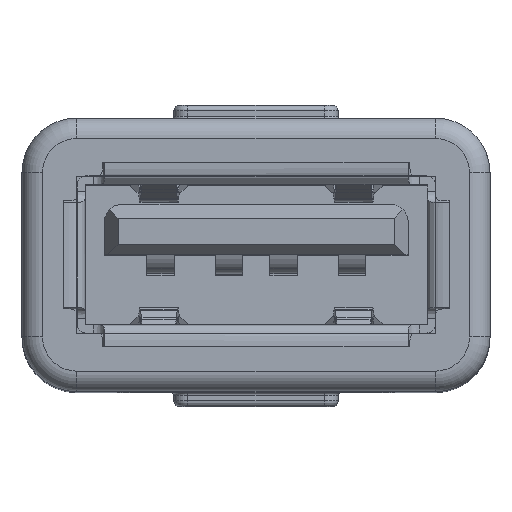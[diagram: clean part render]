
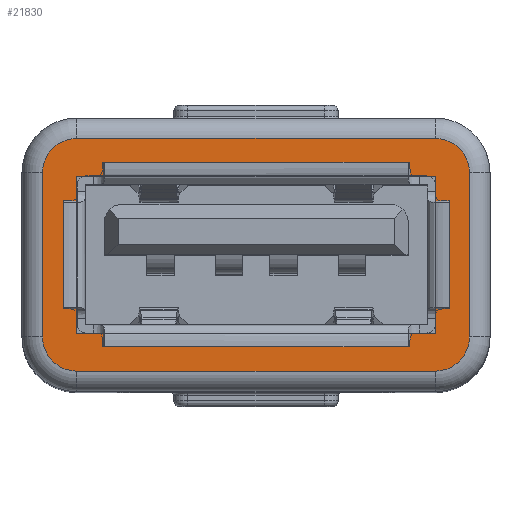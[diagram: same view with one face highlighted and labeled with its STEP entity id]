
A CAD part, top view. The second image highlights one B-rep face of the part: STEP entity #21830.
In plain terms, the highlighted face is planar.
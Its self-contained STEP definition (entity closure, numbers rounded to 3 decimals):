
#370 = LINE ( 'NONE', #44407, #44065 ) ;
#1370 = ORIENTED_EDGE ( 'NONE', *, *, #18835, .T. ) ;
#1496 = DIRECTION ( 'NONE',  ( 1., 0., 0. ) ) ;
#2087 = CARTESIAN_POINT ( 'NONE',  ( 0.75, 2., 0. ) ) ;
#2157 = ORIENTED_EDGE ( 'NONE', *, *, #7531, .F. ) ;
#2190 = VECTOR ( 'NONE', #31845, 1000. ) ;
#4537 = ORIENTED_EDGE ( 'NONE', *, *, #39142, .T. ) ;
#6409 = DIRECTION ( 'NONE',  ( 0., 1., 0. ) ) ;
#6581 = CARTESIAN_POINT ( 'NONE',  ( 2., 2., 0. ) ) ;
#7531 = EDGE_CURVE ( 'NONE', #54052, #50825, #27253, .T. ) ;
#8453 = EDGE_CURVE ( 'NONE', #37807, #11300, #42179, .T. ) ;
#9967 = VERTEX_POINT ( 'NONE', #2087 ) ;
#10124 = DIRECTION ( 'NONE',  ( 0., 0., -1. ) ) ;
#10729 = DIRECTION ( 'NONE',  ( -1., 0., 0. ) ) ;
#10737 = CARTESIAN_POINT ( 'NONE',  ( 16.35, 2., 0. ) ) ;
#10963 = DIRECTION ( 'NONE',  ( -1., 0., 0. ) ) ;
#10973 = DIRECTION ( 'NONE',  ( 0., 0., -1. ) ) ;
#11072 = DIRECTION ( 'NONE',  ( 0., -1., 0. ) ) ;
#11165 = DIRECTION ( 'NONE',  ( 0., 0., -1. ) ) ;
#11300 = VERTEX_POINT ( 'NONE', #42371 ) ;
#12198 = LINE ( 'NONE', #19109, #34014 ) ;
#13085 = AXIS2_PLACEMENT_3D ( 'NONE', #36255, #10124, #40637 ) ;
#13178 = DIRECTION ( 'NONE',  ( -1., 0., 0. ) ) ;
#13397 = ORIENTED_EDGE ( 'NONE', *, *, #8453, .T. ) ;
#13812 = EDGE_CURVE ( 'NONE', #23704, #9967, #24693, .T. ) ;
#14233 = AXIS2_PLACEMENT_3D ( 'NONE', #6581, #37084, #10963 ) ;
#15192 = EDGE_CURVE ( 'NONE', #11300, #44873, #53581, .T. ) ;
#16044 = VECTOR ( 'NONE', #11072, 1000. ) ;
#16523 = AXIS2_PLACEMENT_3D ( 'NONE', #37096, #10973, #41504 ) ;
#16679 = VECTOR ( 'NONE', #6409, 1000. ) ;
#18273 = VERTEX_POINT ( 'NONE', #55196 ) ;
#18643 = VECTOR ( 'NONE', #40076, 1000. ) ;
#18835 = EDGE_CURVE ( 'NONE', #18273, #44090, #20558, .T. ) ;
#19068 = FACE_OUTER_BOUND ( 'NONE', #39550, .T. ) ;
#19109 = CARTESIAN_POINT ( 'NONE',  ( 15.1, 9.25, 0. ) ) ;
#19255 = ORIENTED_EDGE ( 'NONE', *, *, #29612, .T. ) ;
#20323 = ORIENTED_EDGE ( 'NONE', *, *, #13812, .T. ) ;
#20558 = CIRCLE ( 'NONE', #16523, 1.25 ) ;
#21381 = ORIENTED_EDGE ( 'NONE', *, *, #30463, .T. ) ;
#21830 = ADVANCED_FACE ( 'NONE', ( #53833, #19068 ), #32434, .T. ) ;
#22732 = AXIS2_PLACEMENT_3D ( 'NONE', #37302, #11165, #41692 ) ;
#23704 = VERTEX_POINT ( 'NONE', #42925 ) ;
#24693 = CIRCLE ( 'NONE', #14233, 1.25 ) ;
#25278 = ORIENTED_EDGE ( 'NONE', *, *, #47094, .F. ) ;
#25873 = VECTOR ( 'NONE', #33375, 1000. ) ;
#27129 = CARTESIAN_POINT ( 'NONE',  ( 15.1, 2.13, 0. ) ) ;
#27253 = LINE ( 'NONE', #29006, #25873 ) ;
#27489 = CARTESIAN_POINT ( 'NONE',  ( 15.1, 7.87, 0. ) ) ;
#29006 = CARTESIAN_POINT ( 'NONE',  ( 15.1, 2.13, 0. ) ) ;
#29048 = CARTESIAN_POINT ( 'NONE',  ( 15.1, 0.75, 0. ) ) ;
#29241 = CARTESIAN_POINT ( 'NONE',  ( 2., 2.13, 0. ) ) ;
#29612 = EDGE_CURVE ( 'NONE', #9967, #18273, #51459, .T. ) ;
#30463 = EDGE_CURVE ( 'NONE', #37668, #23704, #48665, .T. ) ;
#30920 = ORIENTED_EDGE ( 'NONE', *, *, #32567, .T. ) ;
#31845 = DIRECTION ( 'NONE',  ( 1., 0., 0. ) ) ;
#32434 = PLANE ( 'NONE',  #36696 ) ;
#32477 = ORIENTED_EDGE ( 'NONE', *, *, #42553, .F. ) ;
#32507 = CARTESIAN_POINT ( 'NONE',  ( 0.75, 8., 0. ) ) ;
#32567 = EDGE_CURVE ( 'NONE', #44873, #37668, #44410, .T. ) ;
#33375 = DIRECTION ( 'NONE',  ( 0., -1., 0. ) ) ;
#34014 = VECTOR ( 'NONE', #1496, 1000. ) ;
#36255 = CARTESIAN_POINT ( 'NONE',  ( 15.1, 2., 0. ) ) ;
#36696 = AXIS2_PLACEMENT_3D ( 'NONE', #49847, #36850, #10729 ) ;
#36850 = DIRECTION ( 'NONE',  ( 0., 0., -1. ) ) ;
#36988 = LINE ( 'NONE', #27489, #2190 ) ;
#37084 = DIRECTION ( 'NONE',  ( 0., 0., -1. ) ) ;
#37096 = CARTESIAN_POINT ( 'NONE',  ( 2., 8., 0. ) ) ;
#37191 = CARTESIAN_POINT ( 'NONE',  ( 16.35, 2., 0. ) ) ;
#37241 = CARTESIAN_POINT ( 'NONE',  ( 2., 7.87, 0. ) ) ;
#37302 = CARTESIAN_POINT ( 'NONE',  ( 15.1, 8., 0. ) ) ;
#37668 = VERTEX_POINT ( 'NONE', #29048 ) ;
#37807 = VERTEX_POINT ( 'NONE', #43905 ) ;
#38408 = VECTOR ( 'NONE', #13178, 1000. ) ;
#39142 = EDGE_CURVE ( 'NONE', #44090, #37807, #12198, .T. ) ;
#39238 = CARTESIAN_POINT ( 'NONE',  ( 2., 9.25, 0. ) ) ;
#39550 = EDGE_LOOP ( 'NONE', ( #4537, #13397, #40070, #30920, #21381, #20323, #19255, #1370 ) ) ;
#40070 = ORIENTED_EDGE ( 'NONE', *, *, #15192, .T. ) ;
#40076 = DIRECTION ( 'NONE',  ( -1., 0., 0. ) ) ;
#40637 = DIRECTION ( 'NONE',  ( -1., 0., 0. ) ) ;
#41504 = DIRECTION ( 'NONE',  ( -1., 0., 0. ) ) ;
#41692 = DIRECTION ( 'NONE',  ( -1., 0., 0. ) ) ;
#41967 = CARTESIAN_POINT ( 'NONE',  ( 15.1, 7.87, 0. ) ) ;
#42118 = ORIENTED_EDGE ( 'NONE', *, *, #56290, .F. ) ;
#42179 = CIRCLE ( 'NONE', #22732, 1.25 ) ;
#42371 = CARTESIAN_POINT ( 'NONE',  ( 16.35, 8., 0. ) ) ;
#42553 = EDGE_CURVE ( 'NONE', #49804, #43340, #370, .T. ) ;
#42925 = CARTESIAN_POINT ( 'NONE',  ( 2., 0.75, 0. ) ) ;
#43340 = VERTEX_POINT ( 'NONE', #37241 ) ;
#43680 = CARTESIAN_POINT ( 'NONE',  ( 2., 0.75, 0. ) ) ;
#43857 = EDGE_LOOP ( 'NONE', ( #2157, #42118, #32477, #25278 ) ) ;
#43905 = CARTESIAN_POINT ( 'NONE',  ( 15.1, 9.25, 0. ) ) ;
#44065 = VECTOR ( 'NONE', #53195, 1000. ) ;
#44090 = VERTEX_POINT ( 'NONE', #39238 ) ;
#44407 = CARTESIAN_POINT ( 'NONE',  ( 2., 2.13, 0. ) ) ;
#44410 = CIRCLE ( 'NONE', #13085, 1.25 ) ;
#44873 = VERTEX_POINT ( 'NONE', #10737 ) ;
#47094 = EDGE_CURVE ( 'NONE', #50825, #49804, #53418, .T. ) ;
#48665 = LINE ( 'NONE', #43680, #38408 ) ;
#49149 = CARTESIAN_POINT ( 'NONE',  ( 15.1, 2.13, 0. ) ) ;
#49804 = VERTEX_POINT ( 'NONE', #29241 ) ;
#49847 = CARTESIAN_POINT ( 'NONE',  ( 0., 0., 0. ) ) ;
#50825 = VERTEX_POINT ( 'NONE', #49149 ) ;
#51459 = LINE ( 'NONE', #32507, #16679 ) ;
#53195 = DIRECTION ( 'NONE',  ( 0., 1., 0. ) ) ;
#53418 = LINE ( 'NONE', #27129, #18643 ) ;
#53581 = LINE ( 'NONE', #37191, #16044 ) ;
#53833 = FACE_BOUND ( 'NONE', #43857, .T. ) ;
#54052 = VERTEX_POINT ( 'NONE', #41967 ) ;
#55196 = CARTESIAN_POINT ( 'NONE',  ( 0.75, 8., 0. ) ) ;
#56290 = EDGE_CURVE ( 'NONE', #43340, #54052, #36988, .T. ) ;
